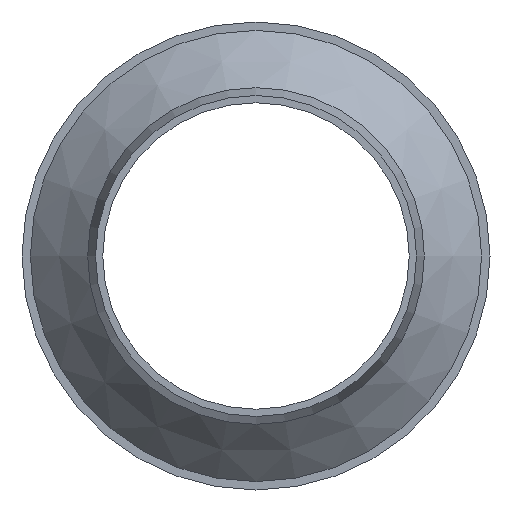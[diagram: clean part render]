
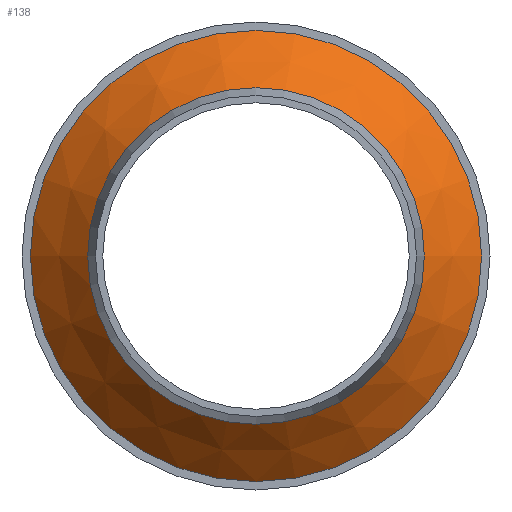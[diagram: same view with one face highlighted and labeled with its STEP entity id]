
A CAD part, front view. The second image highlights one B-rep face of the part: STEP entity #138.
In plain terms, the highlighted conical face has half-angle 45 degrees and reference radius 23.4 mm.
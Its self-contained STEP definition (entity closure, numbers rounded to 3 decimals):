
#16=CONICAL_SURFACE('',#156,23.4,45.);
#25=FACE_BOUND('',#53,.T.);
#37=FACE_OUTER_BOUND('',#52,.T.);
#52=EDGE_LOOP('',(#112));
#53=EDGE_LOOP('',(#113));
#73=CIRCLE('',#155,26.8);
#74=CIRCLE('',#157,20.);
#85=VERTEX_POINT('',#233);
#86=VERTEX_POINT('',#236);
#97=EDGE_CURVE('',#85,#85,#73,.T.);
#98=EDGE_CURVE('',#86,#86,#74,.T.);
#112=ORIENTED_EDGE('',*,*,#97,.T.);
#113=ORIENTED_EDGE('',*,*,#98,.F.);
#138=ADVANCED_FACE('',(#37,#25),#16,.T.);
#155=AXIS2_PLACEMENT_3D('',#234,#187,#188);
#156=AXIS2_PLACEMENT_3D('',#235,#189,#190);
#157=AXIS2_PLACEMENT_3D('',#237,#191,#192);
#187=DIRECTION('center_axis',(0.,-1.,0.));
#188=DIRECTION('ref_axis',(1.,0.,0.));
#189=DIRECTION('center_axis',(0.,1.,0.));
#190=DIRECTION('ref_axis',(1.,0.,0.));
#191=DIRECTION('center_axis',(0.,-1.,0.));
#192=DIRECTION('ref_axis',(1.,0.,0.));
#233=CARTESIAN_POINT('',(26.8,53.254,0.));
#234=CARTESIAN_POINT('Origin',(0.,53.254,0.));
#235=CARTESIAN_POINT('Origin',(0.,49.854,0.));
#236=CARTESIAN_POINT('',(20.,46.454,0.));
#237=CARTESIAN_POINT('Origin',(0.,46.454,0.));
